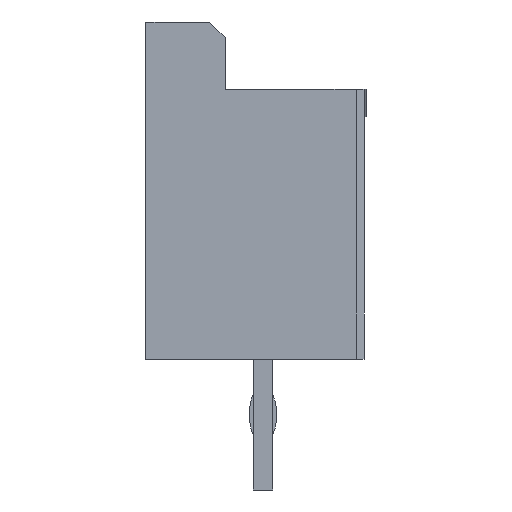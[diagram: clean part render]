
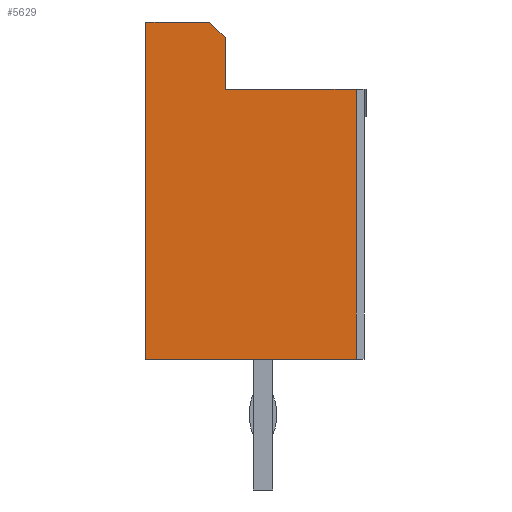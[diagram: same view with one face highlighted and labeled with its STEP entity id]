
A CAD part, left-side view. The second image highlights one B-rep face of the part: STEP entity #5629.
In plain terms, the highlighted planar face has unit normal (-1, 0, 0).
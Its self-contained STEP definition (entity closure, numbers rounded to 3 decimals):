
#339=FACE_OUTER_BOUND('',#657,.T.);
#657=EDGE_LOOP('',(#4985,#4986,#4987,#4988,#4989,#4990,#4991));
#678=LINE('',#7381,#1444);
#760=LINE('',#7545,#1526);
#817=LINE('',#7656,#1583);
#1348=LINE('',#8767,#2114);
#1356=LINE('',#8782,#2122);
#1362=LINE('',#8793,#2128);
#1421=LINE('',#8912,#2187);
#1444=VECTOR('',#5982,8.5);
#1526=VECTOR('',#6076,3.3);
#1583=VECTOR('',#6161,5.3);
#2114=VECTOR('',#7158,1.3);
#2122=VECTOR('',#7172,0.566);
#2128=VECTOR('',#7182,1.6);
#2187=VECTOR('',#7317,6.8);
#2210=VERTEX_POINT('',#7378);
#2211=VERTEX_POINT('',#7380);
#2286=VERTEX_POINT('',#7542);
#2287=VERTEX_POINT('',#7544);
#2327=VERTEX_POINT('',#7654);
#2674=VERTEX_POINT('',#8765);
#2678=VERTEX_POINT('',#8780);
#2716=EDGE_CURVE('',#2211,#2210,#678,.T.);
#2798=EDGE_CURVE('',#2287,#2286,#760,.T.);
#2855=EDGE_CURVE('',#2210,#2327,#817,.T.);
#3402=EDGE_CURVE('',#2286,#2674,#1348,.T.);
#3410=EDGE_CURVE('',#2674,#2678,#1356,.T.);
#3416=EDGE_CURVE('',#2211,#2678,#1362,.T.);
#3475=EDGE_CURVE('',#2287,#2327,#1421,.T.);
#4985=ORIENTED_EDGE('',*,*,#2798,.T.);
#4986=ORIENTED_EDGE('',*,*,#3402,.T.);
#4987=ORIENTED_EDGE('',*,*,#3410,.T.);
#4988=ORIENTED_EDGE('',*,*,#3416,.F.);
#4989=ORIENTED_EDGE('',*,*,#2716,.T.);
#4990=ORIENTED_EDGE('',*,*,#2855,.T.);
#4991=ORIENTED_EDGE('',*,*,#3475,.F.);
#5331=PLANE('',#5957);
#5629=ADVANCED_FACE('',(#339),#5331,.T.);
#5957=AXIS2_PLACEMENT_3D('',#8911,#7315,#7316);
#5982=DIRECTION('',(0.,0.,-1.));
#6076=DIRECTION('',(0.,1.,0.));
#6161=DIRECTION('',(0.,-1.,0.));
#7158=DIRECTION('',(0.,0.,1.));
#7172=DIRECTION('',(0.,0.707,0.707));
#7182=DIRECTION('',(0.,-1.,0.));
#7315=DIRECTION('center_axis',(-1.,0.,0.));
#7316=DIRECTION('ref_axis',(0.,0.,-1.));
#7317=DIRECTION('',(0.,0.,-1.));
#7378=CARTESIAN_POINT('',(-18.15,2.95,0.));
#7380=CARTESIAN_POINT('',(-18.15,2.95,8.5));
#7381=CARTESIAN_POINT('',(-18.15,2.95,8.5));
#7542=CARTESIAN_POINT('',(-18.15,0.95,6.8));
#7544=CARTESIAN_POINT('',(-18.15,-2.35,6.8));
#7545=CARTESIAN_POINT('',(-18.15,-2.35,6.8));
#7654=CARTESIAN_POINT('',(-18.15,-2.35,0.));
#7656=CARTESIAN_POINT('',(-18.15,2.95,0.));
#8765=CARTESIAN_POINT('',(-18.15,0.95,8.1));
#8767=CARTESIAN_POINT('',(-18.15,0.95,6.8));
#8780=CARTESIAN_POINT('',(-18.15,1.35,8.5));
#8782=CARTESIAN_POINT('',(-18.15,0.95,8.1));
#8793=CARTESIAN_POINT('',(-18.15,2.95,8.5));
#8911=CARTESIAN_POINT('Origin',(-18.15,2.95,8.5));
#8912=CARTESIAN_POINT('',(-18.15,-2.35,6.8));
